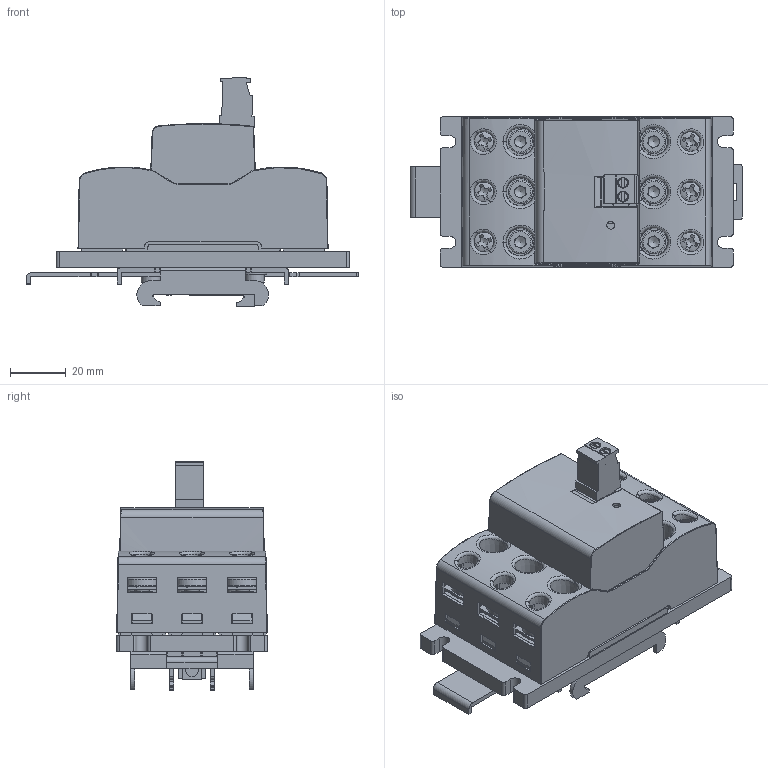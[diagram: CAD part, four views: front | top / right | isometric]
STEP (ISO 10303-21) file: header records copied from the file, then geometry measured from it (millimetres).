
FILE_DESCRIPTION(/* description */ (''),/* implementation_level */ '2;1');
FILE_NAME(/* name */ '3d_HS2C...015...bloccato.stp',/* time_stamp */ '2024-04-19T09:04:06+02:00',/* author */ ('FUMAGALLI'),/* organization */ (''),/* preprocessor_version */ 'ST-DEVELOPER v16.1',/* originating_system */ 'Autodesk Inventor 2016',/* authorisation */ '');
FILE_SCHEMA (('AUTOMOTIVE_DESIGN { 1 0 10303 214 3 1 1 }'));
Products named in the file (1): Part246
Bounding box: 119 x 54 x 81.9 mm (x, y, z)
Volume: 105053.8 mm3; surface area: 125276.1 mm2
Topology: 1 solids, 25 shells, 4856 faces, 13697 edges, 8692 vertices
Faces by surface type: plane 2968, cylinder 1146, cone 350, torus 204, sphere 157, bspline 31
Full cylindrical faces by diameter (mm): 1.5 x18, 2 x2, 2.1 x2, 2.5 x2, 2.6 x2, 3 x5, 3.3 x2, 3.8 x1, 3.9 x3, 4 x6, 4.134 x6, 4.3 x2, 4.4 x1, 4.917 x6, 5 x11, 6 x12, 7 x2, 8.5 x6, 8.8 x2, 12 x6
Entity records: 173175 total; most frequent: CARTESIAN_POINT 45101, ORIENTED_EDGE 26508, DIRECTION 24697, EDGE_CURVE 13254, LINE 8805, VECTOR 8805, VERTEX_POINT 8589, AXIS2_PLACEMENT_3D 7946
